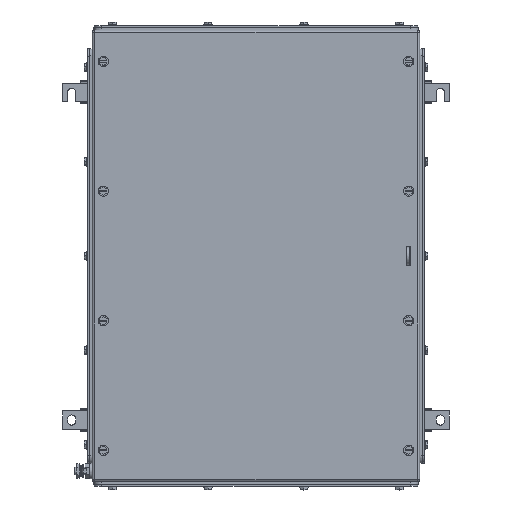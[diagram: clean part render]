
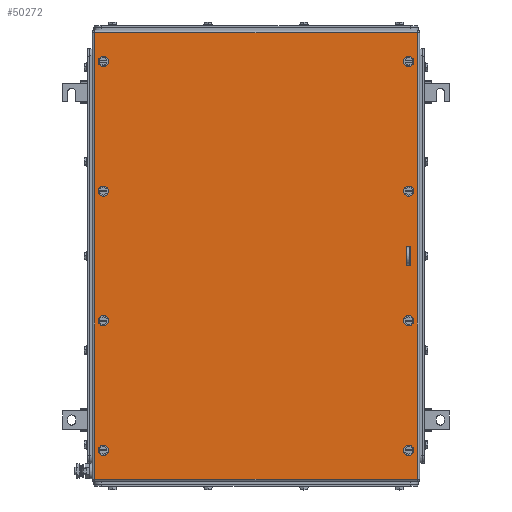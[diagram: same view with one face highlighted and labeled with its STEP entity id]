
A CAD part, top view. The second image highlights one B-rep face of the part: STEP entity #50272.
In plain terms, the highlighted planar face has unit normal (0, 0, 1).
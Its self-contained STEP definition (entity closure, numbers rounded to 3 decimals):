
#50040=AXIS2_PLACEMENT_3D('Circle Axis2P3D',#50038,#50039,$) ;
#50067=AXIS2_PLACEMENT_3D('Plane Axis2P3D',#50064,#50065,#50066) ;
#50105=AXIS2_PLACEMENT_3D('Circle Axis2P3D',#50103,#50104,$) ;
#50114=AXIS2_PLACEMENT_3D('Circle Axis2P3D',#50112,#50113,$) ;
#50123=AXIS2_PLACEMENT_3D('Circle Axis2P3D',#50121,#50122,$) ;
#50132=AXIS2_PLACEMENT_3D('Circle Axis2P3D',#50130,#50131,$) ;
#50141=AXIS2_PLACEMENT_3D('Circle Axis2P3D',#50139,#50140,$) ;
#50150=AXIS2_PLACEMENT_3D('Circle Axis2P3D',#50148,#50149,$) ;
#50159=AXIS2_PLACEMENT_3D('Circle Axis2P3D',#50157,#50158,$) ;
#50168=AXIS2_PLACEMENT_3D('Circle Axis2P3D',#50166,#50167,$) ;
#50177=AXIS2_PLACEMENT_3D('Circle Axis2P3D',#50175,#50176,$) ;
#50186=AXIS2_PLACEMENT_3D('Circle Axis2P3D',#50184,#50185,$) ;
#50195=AXIS2_PLACEMENT_3D('Circle Axis2P3D',#50193,#50194,$) ;
#50204=AXIS2_PLACEMENT_3D('Circle Axis2P3D',#50202,#50203,$) ;
#50213=AXIS2_PLACEMENT_3D('Circle Axis2P3D',#50211,#50212,$) ;
#50222=AXIS2_PLACEMENT_3D('Circle Axis2P3D',#50220,#50221,$) ;
#50231=AXIS2_PLACEMENT_3D('Circle Axis2P3D',#50229,#50230,$) ;
#50035=CARTESIAN_POINT('Vertex',(59.5,232.1,153.5)) ;
#50038=CARTESIAN_POINT('Axis2P3D Location',(56.,232.1,153.5)) ;
#50042=CARTESIAN_POINT('Vertex',(52.5,232.1,153.5)) ;
#50064=CARTESIAN_POINT('Axis2P3D Location',(265.5,321.,153.5)) ;
#50069=CARTESIAN_POINT('Line Origine',(265.5,627.5,153.5)) ;
#50073=CARTESIAN_POINT('Vertex',(487.,627.5,153.5)) ;
#50075=CARTESIAN_POINT('Vertex',(44.,627.5,153.5)) ;
#50078=CARTESIAN_POINT('Line Origine',(44.,321.,153.5)) ;
#50082=CARTESIAN_POINT('Vertex',(44.,14.5,153.5)) ;
#50085=CARTESIAN_POINT('Line Origine',(265.5,14.5,153.5)) ;
#50089=CARTESIAN_POINT('Vertex',(487.,14.5,153.5)) ;
#50092=CARTESIAN_POINT('Line Origine',(487.,321.,153.5)) ;
#50103=CARTESIAN_POINT('Axis2P3D Location',(56.,232.1,153.5)) ;
#50112=CARTESIAN_POINT('Axis2P3D Location',(56.,409.9,153.5)) ;
#50116=CARTESIAN_POINT('Vertex',(52.5,409.9,153.5)) ;
#50118=CARTESIAN_POINT('Vertex',(59.5,409.9,153.5)) ;
#50121=CARTESIAN_POINT('Axis2P3D Location',(56.,409.9,153.5)) ;
#50130=CARTESIAN_POINT('Axis2P3D Location',(475.,232.1,153.5)) ;
#50134=CARTESIAN_POINT('Vertex',(478.5,232.1,153.5)) ;
#50136=CARTESIAN_POINT('Vertex',(471.5,232.1,153.5)) ;
#50139=CARTESIAN_POINT('Axis2P3D Location',(475.,232.1,153.5)) ;
#50148=CARTESIAN_POINT('Axis2P3D Location',(475.,409.9,153.5)) ;
#50152=CARTESIAN_POINT('Vertex',(478.5,409.9,153.5)) ;
#50154=CARTESIAN_POINT('Vertex',(471.5,409.9,153.5)) ;
#50157=CARTESIAN_POINT('Axis2P3D Location',(475.,409.9,153.5)) ;
#50166=CARTESIAN_POINT('Axis2P3D Location',(56.,587.75,153.5)) ;
#50170=CARTESIAN_POINT('Vertex',(52.5,587.75,153.5)) ;
#50172=CARTESIAN_POINT('Vertex',(59.5,587.75,153.5)) ;
#50175=CARTESIAN_POINT('Axis2P3D Location',(56.,587.75,153.5)) ;
#50184=CARTESIAN_POINT('Axis2P3D Location',(56.,54.25,153.5)) ;
#50188=CARTESIAN_POINT('Vertex',(52.5,54.25,153.5)) ;
#50190=CARTESIAN_POINT('Vertex',(59.5,54.25,153.5)) ;
#50193=CARTESIAN_POINT('Axis2P3D Location',(56.,54.25,153.5)) ;
#50202=CARTESIAN_POINT('Axis2P3D Location',(475.,54.25,153.5)) ;
#50206=CARTESIAN_POINT('Vertex',(478.5,54.25,153.5)) ;
#50208=CARTESIAN_POINT('Vertex',(471.5,54.25,153.5)) ;
#50211=CARTESIAN_POINT('Axis2P3D Location',(475.,54.25,153.5)) ;
#50220=CARTESIAN_POINT('Axis2P3D Location',(475.,587.75,153.5)) ;
#50224=CARTESIAN_POINT('Vertex',(478.5,587.75,153.5)) ;
#50226=CARTESIAN_POINT('Vertex',(471.5,587.75,153.5)) ;
#50229=CARTESIAN_POINT('Axis2P3D Location',(475.,587.75,153.5)) ;
#50238=CARTESIAN_POINT('Line Origine',(474.75,307.5,153.5)) ;
#50242=CARTESIAN_POINT('Vertex',(478.,307.5,153.5)) ;
#50244=CARTESIAN_POINT('Vertex',(471.5,307.5,153.5)) ;
#50247=CARTESIAN_POINT('Line Origine',(471.5,321.,153.5)) ;
#50251=CARTESIAN_POINT('Vertex',(471.5,334.5,153.5)) ;
#50254=CARTESIAN_POINT('Line Origine',(474.75,334.5,153.5)) ;
#50258=CARTESIAN_POINT('Vertex',(478.,334.5,153.5)) ;
#50261=CARTESIAN_POINT('Line Origine',(478.,321.,153.5)) ;
#50039=DIRECTION('Axis2P3D Direction',(0.,0.,1.)) ;
#50065=DIRECTION('Axis2P3D Direction',(0.,0.,1.)) ;
#50066=DIRECTION('Axis2P3D XDirection',(1.,0.,0.)) ;
#50070=DIRECTION('Vector Direction',(1.,0.,0.)) ;
#50079=DIRECTION('Vector Direction',(0.,-1.,0.)) ;
#50086=DIRECTION('Vector Direction',(1.,0.,0.)) ;
#50093=DIRECTION('Vector Direction',(0.,1.,0.)) ;
#50104=DIRECTION('Axis2P3D Direction',(0.,0.,1.)) ;
#50113=DIRECTION('Axis2P3D Direction',(0.,0.,1.)) ;
#50122=DIRECTION('Axis2P3D Direction',(0.,0.,1.)) ;
#50131=DIRECTION('Axis2P3D Direction',(0.,0.,1.)) ;
#50140=DIRECTION('Axis2P3D Direction',(0.,0.,1.)) ;
#50149=DIRECTION('Axis2P3D Direction',(0.,0.,1.)) ;
#50158=DIRECTION('Axis2P3D Direction',(0.,0.,1.)) ;
#50167=DIRECTION('Axis2P3D Direction',(0.,0.,1.)) ;
#50176=DIRECTION('Axis2P3D Direction',(0.,0.,1.)) ;
#50185=DIRECTION('Axis2P3D Direction',(0.,0.,1.)) ;
#50194=DIRECTION('Axis2P3D Direction',(0.,0.,1.)) ;
#50203=DIRECTION('Axis2P3D Direction',(0.,0.,1.)) ;
#50212=DIRECTION('Axis2P3D Direction',(0.,0.,1.)) ;
#50221=DIRECTION('Axis2P3D Direction',(0.,0.,1.)) ;
#50230=DIRECTION('Axis2P3D Direction',(0.,0.,1.)) ;
#50239=DIRECTION('Vector Direction',(-1.,0.,0.)) ;
#50248=DIRECTION('Vector Direction',(0.,1.,0.)) ;
#50255=DIRECTION('Vector Direction',(1.,0.,0.)) ;
#50262=DIRECTION('Vector Direction',(0.,-1.,0.)) ;
#50071=VECTOR('Line Direction',#50070,1.) ;
#50080=VECTOR('Line Direction',#50079,1.) ;
#50087=VECTOR('Line Direction',#50086,1.) ;
#50094=VECTOR('Line Direction',#50093,1.) ;
#50240=VECTOR('Line Direction',#50239,1.) ;
#50249=VECTOR('Line Direction',#50248,1.) ;
#50256=VECTOR('Line Direction',#50255,1.) ;
#50263=VECTOR('Line Direction',#50262,1.) ;
#50098=ORIENTED_EDGE('',*,*,#50077,.T.) ;
#50099=ORIENTED_EDGE('',*,*,#50084,.T.) ;
#50100=ORIENTED_EDGE('',*,*,#50091,.T.) ;
#50101=ORIENTED_EDGE('',*,*,#50096,.T.) ;
#50109=ORIENTED_EDGE('',*,*,#50107,.F.) ;
#50110=ORIENTED_EDGE('',*,*,#50044,.F.) ;
#50127=ORIENTED_EDGE('',*,*,#50120,.F.) ;
#50128=ORIENTED_EDGE('',*,*,#50125,.F.) ;
#50145=ORIENTED_EDGE('',*,*,#50138,.F.) ;
#50146=ORIENTED_EDGE('',*,*,#50143,.F.) ;
#50163=ORIENTED_EDGE('',*,*,#50156,.F.) ;
#50164=ORIENTED_EDGE('',*,*,#50161,.F.) ;
#50181=ORIENTED_EDGE('',*,*,#50174,.F.) ;
#50182=ORIENTED_EDGE('',*,*,#50179,.F.) ;
#50199=ORIENTED_EDGE('',*,*,#50192,.F.) ;
#50200=ORIENTED_EDGE('',*,*,#50197,.F.) ;
#50217=ORIENTED_EDGE('',*,*,#50210,.F.) ;
#50218=ORIENTED_EDGE('',*,*,#50215,.F.) ;
#50235=ORIENTED_EDGE('',*,*,#50228,.F.) ;
#50236=ORIENTED_EDGE('',*,*,#50233,.F.) ;
#50267=ORIENTED_EDGE('',*,*,#50246,.T.) ;
#50268=ORIENTED_EDGE('',*,*,#50253,.T.) ;
#50269=ORIENTED_EDGE('',*,*,#50260,.T.) ;
#50270=ORIENTED_EDGE('',*,*,#50265,.T.) ;
#50111=FACE_BOUND('',#50108,.T.) ;
#50129=FACE_BOUND('',#50126,.T.) ;
#50147=FACE_BOUND('',#50144,.T.) ;
#50165=FACE_BOUND('',#50162,.T.) ;
#50183=FACE_BOUND('',#50180,.T.) ;
#50201=FACE_BOUND('',#50198,.T.) ;
#50219=FACE_BOUND('',#50216,.T.) ;
#50237=FACE_BOUND('',#50234,.T.) ;
#50271=FACE_BOUND('',#50266,.T.) ;
#50272=ADVANCED_FACE('ZUB_KTB_MH_624515_4GP_AllCATPart.2\\ZUB_DE_KTB_MH_620x450.1\\DE_KTB_MH_PART_MASTER.1\\Koerper.2',(#50102,#50111,#50129,#50147,#50165,#50183,#50201,#50219,#50237,#50271),#50068,.T.) ;
#50041=CIRCLE('generated circle',#50040,3.5) ;
#50106=CIRCLE('generated circle',#50105,3.5) ;
#50115=CIRCLE('generated circle',#50114,3.5) ;
#50124=CIRCLE('generated circle',#50123,3.5) ;
#50133=CIRCLE('generated circle',#50132,3.5) ;
#50142=CIRCLE('generated circle',#50141,3.5) ;
#50151=CIRCLE('generated circle',#50150,3.5) ;
#50160=CIRCLE('generated circle',#50159,3.5) ;
#50169=CIRCLE('generated circle',#50168,3.5) ;
#50178=CIRCLE('generated circle',#50177,3.5) ;
#50187=CIRCLE('generated circle',#50186,3.5) ;
#50196=CIRCLE('generated circle',#50195,3.5) ;
#50205=CIRCLE('generated circle',#50204,3.5) ;
#50214=CIRCLE('generated circle',#50213,3.5) ;
#50223=CIRCLE('generated circle',#50222,3.5) ;
#50232=CIRCLE('generated circle',#50231,3.5) ;
#50044=EDGE_CURVE('',#50036,#50043,#50041,.T.) ;
#50077=EDGE_CURVE('',#50074,#50076,#50072,.F.) ;
#50084=EDGE_CURVE('',#50076,#50083,#50081,.T.) ;
#50091=EDGE_CURVE('',#50083,#50090,#50088,.T.) ;
#50096=EDGE_CURVE('',#50090,#50074,#50095,.T.) ;
#50107=EDGE_CURVE('',#50043,#50036,#50106,.T.) ;
#50120=EDGE_CURVE('',#50117,#50119,#50115,.T.) ;
#50125=EDGE_CURVE('',#50119,#50117,#50124,.T.) ;
#50138=EDGE_CURVE('',#50135,#50137,#50133,.T.) ;
#50143=EDGE_CURVE('',#50137,#50135,#50142,.T.) ;
#50156=EDGE_CURVE('',#50153,#50155,#50151,.T.) ;
#50161=EDGE_CURVE('',#50155,#50153,#50160,.T.) ;
#50174=EDGE_CURVE('',#50171,#50173,#50169,.T.) ;
#50179=EDGE_CURVE('',#50173,#50171,#50178,.T.) ;
#50192=EDGE_CURVE('',#50189,#50191,#50187,.T.) ;
#50197=EDGE_CURVE('',#50191,#50189,#50196,.T.) ;
#50210=EDGE_CURVE('',#50207,#50209,#50205,.T.) ;
#50215=EDGE_CURVE('',#50209,#50207,#50214,.T.) ;
#50228=EDGE_CURVE('',#50225,#50227,#50223,.T.) ;
#50233=EDGE_CURVE('',#50227,#50225,#50232,.T.) ;
#50246=EDGE_CURVE('',#50243,#50245,#50241,.T.) ;
#50253=EDGE_CURVE('',#50245,#50252,#50250,.T.) ;
#50260=EDGE_CURVE('',#50252,#50259,#50257,.T.) ;
#50265=EDGE_CURVE('',#50259,#50243,#50264,.T.) ;
#50097=EDGE_LOOP('',(#50098,#50099,#50100,#50101)) ;
#50108=EDGE_LOOP('',(#50109,#50110)) ;
#50126=EDGE_LOOP('',(#50127,#50128)) ;
#50144=EDGE_LOOP('',(#50145,#50146)) ;
#50162=EDGE_LOOP('',(#50163,#50164)) ;
#50180=EDGE_LOOP('',(#50181,#50182)) ;
#50198=EDGE_LOOP('',(#50199,#50200)) ;
#50216=EDGE_LOOP('',(#50217,#50218)) ;
#50234=EDGE_LOOP('',(#50235,#50236)) ;
#50266=EDGE_LOOP('',(#50267,#50268,#50269,#50270)) ;
#50102=FACE_OUTER_BOUND('',#50097,.T.) ;
#50072=LINE('Line',#50069,#50071) ;
#50081=LINE('Line',#50078,#50080) ;
#50088=LINE('Line',#50085,#50087) ;
#50095=LINE('Line',#50092,#50094) ;
#50241=LINE('Line',#50238,#50240) ;
#50250=LINE('Line',#50247,#50249) ;
#50257=LINE('Line',#50254,#50256) ;
#50264=LINE('Line',#50261,#50263) ;
#50068=PLANE('',#50067) ;
#50036=VERTEX_POINT('',#50035) ;
#50043=VERTEX_POINT('',#50042) ;
#50074=VERTEX_POINT('',#50073) ;
#50076=VERTEX_POINT('',#50075) ;
#50083=VERTEX_POINT('',#50082) ;
#50090=VERTEX_POINT('',#50089) ;
#50117=VERTEX_POINT('',#50116) ;
#50119=VERTEX_POINT('',#50118) ;
#50135=VERTEX_POINT('',#50134) ;
#50137=VERTEX_POINT('',#50136) ;
#50153=VERTEX_POINT('',#50152) ;
#50155=VERTEX_POINT('',#50154) ;
#50171=VERTEX_POINT('',#50170) ;
#50173=VERTEX_POINT('',#50172) ;
#50189=VERTEX_POINT('',#50188) ;
#50191=VERTEX_POINT('',#50190) ;
#50207=VERTEX_POINT('',#50206) ;
#50209=VERTEX_POINT('',#50208) ;
#50225=VERTEX_POINT('',#50224) ;
#50227=VERTEX_POINT('',#50226) ;
#50243=VERTEX_POINT('',#50242) ;
#50245=VERTEX_POINT('',#50244) ;
#50252=VERTEX_POINT('',#50251) ;
#50259=VERTEX_POINT('',#50258) ;
